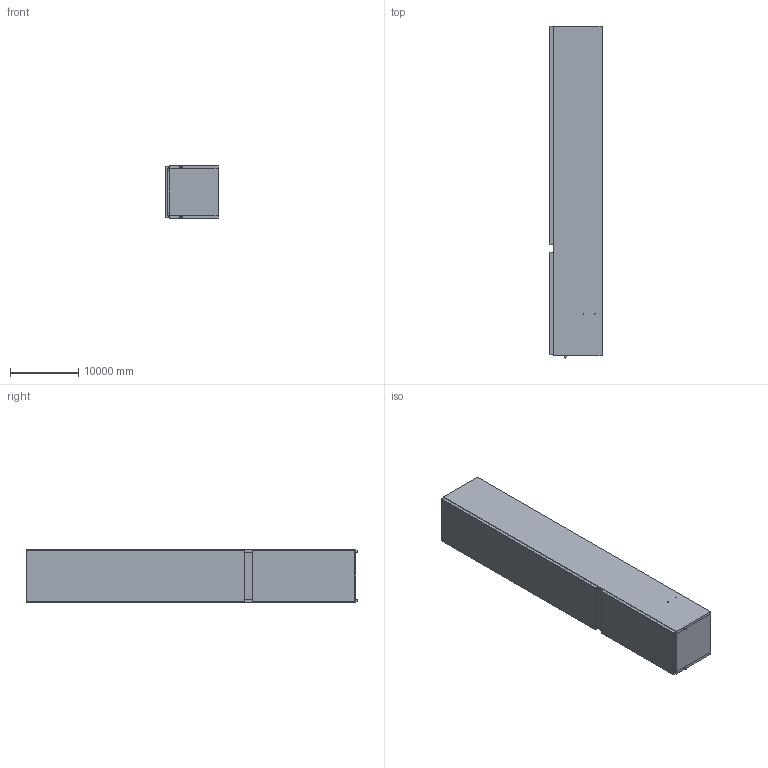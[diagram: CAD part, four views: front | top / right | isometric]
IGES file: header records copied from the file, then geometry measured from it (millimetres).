
Global section: file name: AD35W; native system: AutoCAD 2016 - English; preprocessor: Autodesk Translation Framework DWG producer (atf_dwg_producer); organization: unknown; date: 20180201.185028; units: inch
Bounding box: 7620 x 48577.5 x 7620 mm (x, y, z)
Volume: 565660396068.9 mm3; surface area: 3691008078.5 mm2
Topology: 18 solids, 18 shells, 158 faces, 366 edges, 240 vertices
Faces by surface type: bspline 158
